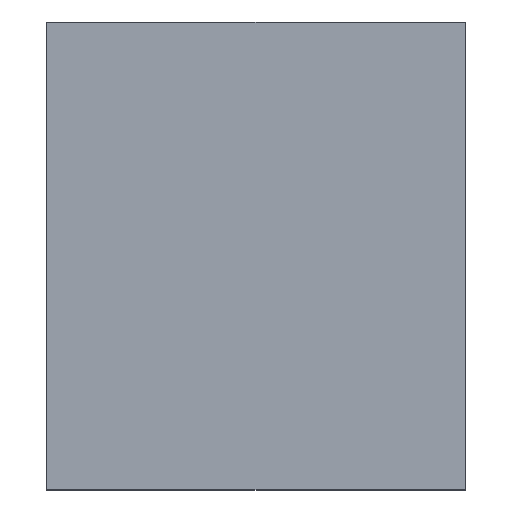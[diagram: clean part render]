
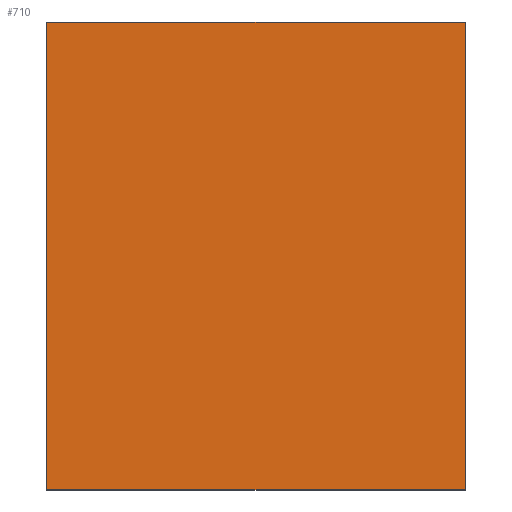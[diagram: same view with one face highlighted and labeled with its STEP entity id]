
A CAD part, top view. The second image highlights one B-rep face of the part: STEP entity #710.
In plain terms, the highlighted planar face has unit normal (0, 0, 1).
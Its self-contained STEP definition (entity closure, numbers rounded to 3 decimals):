
#17 = DIRECTION ( 'NONE',  ( 0., 0., 1. ) ) ;
#28 = ORIENTED_EDGE ( 'NONE', *, *, #385, .T. ) ;
#43 = LINE ( 'NONE', #488, #85 ) ;
#85 = VECTOR ( 'NONE', #158, 1000. ) ;
#101 = DIRECTION ( 'NONE',  ( 1., 0., 0. ) ) ;
#127 = LINE ( 'NONE', #255, #571 ) ;
#158 = DIRECTION ( 'NONE',  ( -1., 0., 0. ) ) ;
#178 = EDGE_CURVE ( 'NONE', #595, #638, #43, .T. ) ;
#186 = DIRECTION ( 'NONE',  ( 0., -1., 0. ) ) ;
#193 = CARTESIAN_POINT ( 'NONE',  ( -19.2, -4.2, 2.4 ) ) ;
#232 = FACE_OUTER_BOUND ( 'NONE', #504, .T. ) ;
#239 = CARTESIAN_POINT ( 'NONE',  ( -11.68, 4.2, 2.4 ) ) ;
#255 = CARTESIAN_POINT ( 'NONE',  ( -11.68, 4.2, 2.4 ) ) ;
#260 = LINE ( 'NONE', #193, #535 ) ;
#312 = VERTEX_POINT ( 'NONE', #573 ) ;
#331 = EDGE_CURVE ( 'NONE', #595, #437, #127, .T. ) ;
#361 = CARTESIAN_POINT ( 'NONE',  ( -19.2, 4.2, 2.4 ) ) ;
#385 = EDGE_CURVE ( 'NONE', #312, #437, #260, .T. ) ;
#437 = VERTEX_POINT ( 'NONE', #497 ) ;
#455 = DIRECTION ( 'NONE',  ( 1., 0., 0. ) ) ;
#488 = CARTESIAN_POINT ( 'NONE',  ( -19.2, 4.2, 2.4 ) ) ;
#497 = CARTESIAN_POINT ( 'NONE',  ( -11.68, -4.2, 2.4 ) ) ;
#504 = EDGE_LOOP ( 'NONE', ( #565, #829, #835, #28 ) ) ;
#535 = VECTOR ( 'NONE', #455, 1000. ) ;
#541 = VECTOR ( 'NONE', #680, 1000. ) ;
#565 = ORIENTED_EDGE ( 'NONE', *, *, #331, .F. ) ;
#571 = VECTOR ( 'NONE', #186, 1000. ) ;
#573 = CARTESIAN_POINT ( 'NONE',  ( -19.2, -4.2, 2.4 ) ) ;
#595 = VERTEX_POINT ( 'NONE', #239 ) ;
#614 = CARTESIAN_POINT ( 'NONE',  ( 0., 0., 2.4 ) ) ;
#638 = VERTEX_POINT ( 'NONE', #772 ) ;
#680 = DIRECTION ( 'NONE',  ( 0., -1., 0. ) ) ;
#710 = ADVANCED_FACE ( 'NONE', ( #232 ), #823, .T. ) ;
#772 = CARTESIAN_POINT ( 'NONE',  ( -19.2, 4.2, 2.4 ) ) ;
#813 = LINE ( 'NONE', #361, #541 ) ;
#823 = PLANE ( 'NONE',  #847 ) ;
#829 = ORIENTED_EDGE ( 'NONE', *, *, #178, .T. ) ;
#834 = EDGE_CURVE ( 'NONE', #638, #312, #813, .T. ) ;
#835 = ORIENTED_EDGE ( 'NONE', *, *, #834, .T. ) ;
#847 = AXIS2_PLACEMENT_3D ( 'NONE', #614, #17, #101 ) ;
